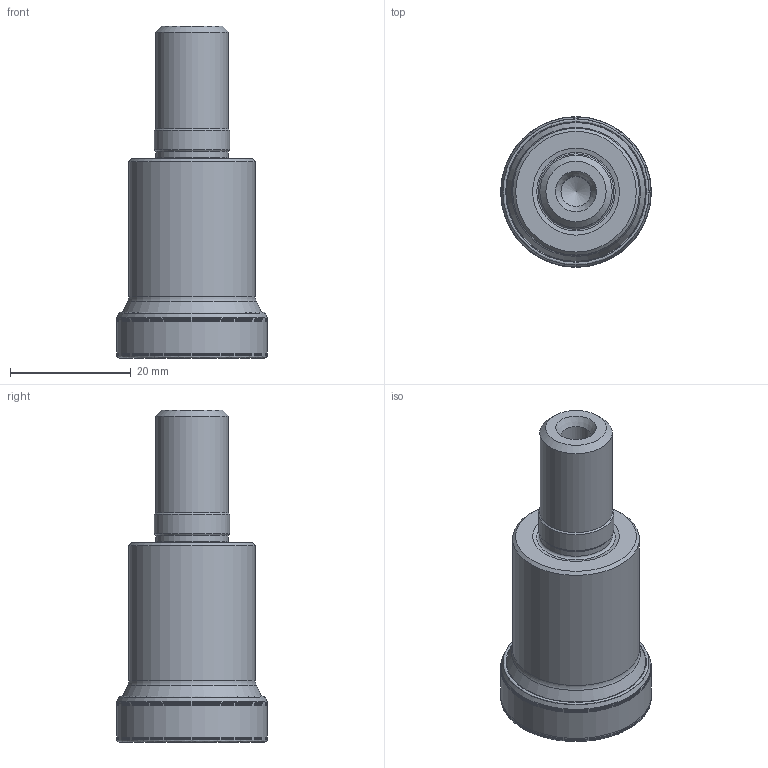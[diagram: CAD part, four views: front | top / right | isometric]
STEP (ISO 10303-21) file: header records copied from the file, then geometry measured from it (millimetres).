
FILE_DESCRIPTION(/* description */ (''),/* implementation_level */ '2;1');
FILE_NAME(/* name */ '25A4R033M12_STN10_C_115009475ndi000_00_SIM.stp',/* time_stamp */ '2020-02-28T10:14:52+01:00',/* author */ (''),/* organization */ (''),/* preprocessor_version */ 'ST-DEVELOPER v16.7',/* originating_system */ 'SIEMENS PLM Software NX 12.0',/* authorisation */ '');
FILE_SCHEMA (('AUTOMOTIVE_DESIGN { 1 0 10303 214 3 1 1 1 }'));
Length unit declared in the file: millimetre
Products named in the file (1): lf193BA05D64d6kf
Bounding box: 24.98 x 24.98 x 55 mm (x, y, z)
Volume: 15679.6 mm3; surface area: 5757.4 mm2
Topology: 2 solids, 2 shells, 65 faces, 134 edges, 71 vertices
Faces by surface type: revolution 38, cone 13, cylinder 6, torus 6, plane 2
Full cylindrical faces by diameter (mm): 5 x1, 12 x2, 12.5 x1, 21 x1, 23.6 x1
Entity records: 1608 total; most frequent: CARTESIAN_POINT 459, DIRECTION 222, FACE_BOUND 130, EDGE_LOOP 128, ORIENTED_EDGE 128, AXIS2_PLACEMENT_3D 92, VERTEX_POINT 66, ADVANCED_FACE 65
